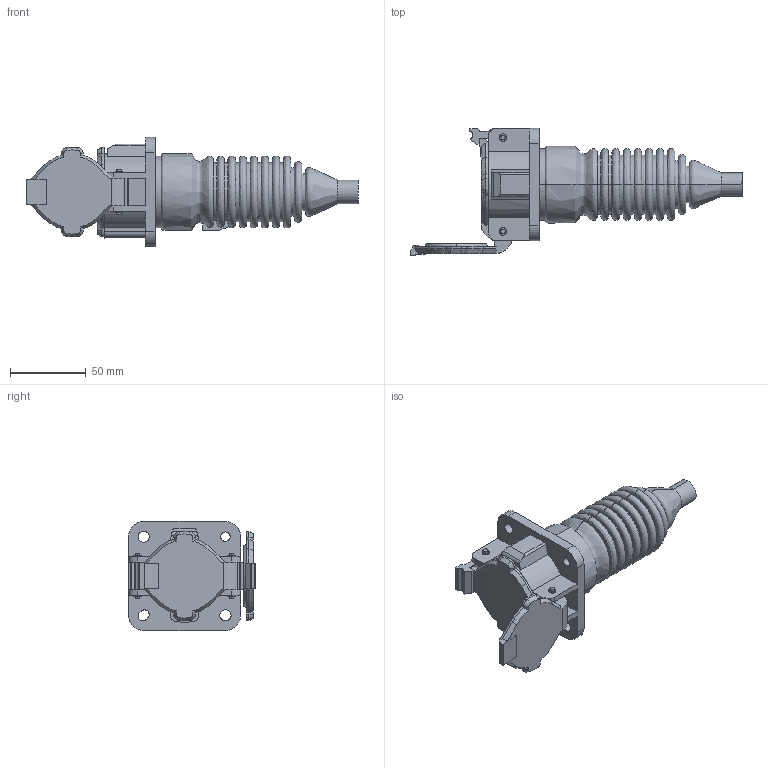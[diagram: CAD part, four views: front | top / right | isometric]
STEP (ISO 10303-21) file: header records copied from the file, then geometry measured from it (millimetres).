
FILE_DESCRIPTION(/* description */ (''),/* implementation_level */ '2;1');
FILE_NAME(/* name */ 'Yazaki_AC-Connector_Vehicle_R',/* time_stamp */ '2017-01-09T20:44:22+09:00',/* author */ (''),/* organization */ (''),/* preprocessor_version */ 'ST-DEVELOPER v15',/* originating_system */ '',/* authorisation */ '');
FILE_SCHEMA (('AUTOMOTIVE_DESIGN'));
Length unit declared in the file: millimetre
Products named in the file (1): Document
Bounding box: 219.2 x 83.84 x 72 mm (x, y, z)
Volume: 269778.6 mm3; surface area: 71243.7 mm2
Topology: 4 solids, 4 shells, 318 faces, 802 edges, 512 vertices
Faces by surface type: bspline 216, plane 102
Entity records: 10680 total; most frequent: CARTESIAN_POINT 6121, ORIENTED_EDGE 1604, EDGE_CURVE 802, VERTEX_POINT 512, EDGE_LOOP 350, ADVANCED_FACE 318, FACE_OUTER_BOUND 318, B_SPLINE_CURVE_WITH_KNOTS 250
